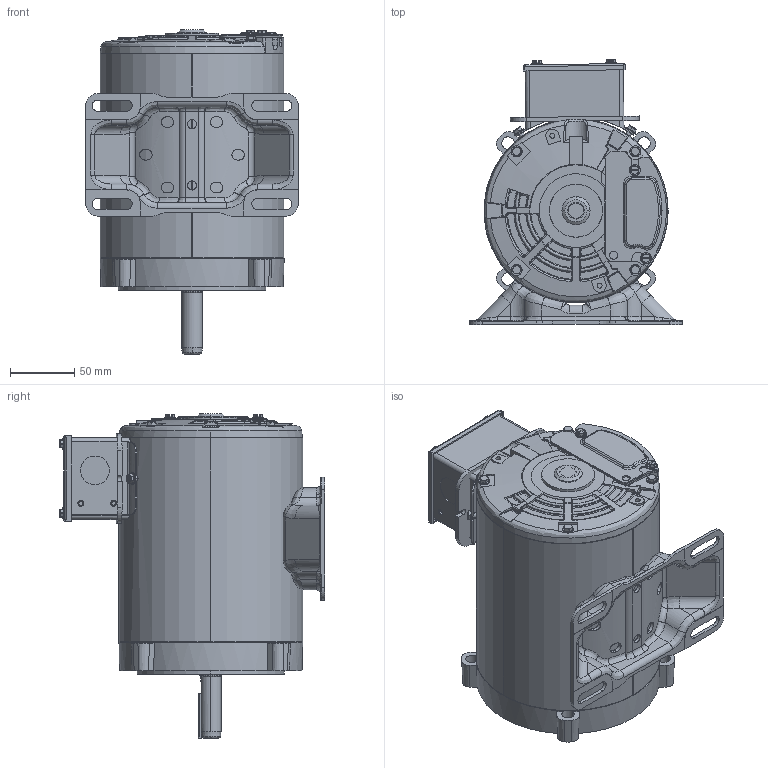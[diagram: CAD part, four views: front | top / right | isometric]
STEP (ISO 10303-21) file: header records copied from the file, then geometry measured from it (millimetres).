
FILE_DESCRIPTION (( 'STEP AP214' ), '1' );
FILE_NAME ('SS403204-625_Rev03 R1.STEP', '2022-01-25T23:14:35', ( '' ), ( '' ), 'SwSTEP 2.0', 'SolidWorks 2017', '' );
FILE_SCHEMA (( 'AUTOMOTIVE_DESIGN' ));
Length unit declared in the file: inch
Products named in the file (1): SS403204-625_Rev03 R1
Bounding box: 165.1 x 206.02 x 251.55 mm (x, y, z)
Volume: 475798.3 mm3; surface area: 414946.7 mm2
Topology: 38 solids, 38 shells, 3415 faces, 8831 edges, 5555 vertices
Faces by surface type: plane 1475, cylinder 771, bspline 729, cone 440
Entity records: 134863 total; most frequent: CARTESIAN_POINT 57554, ORIENTED_EDGE 17500, DIRECTION 14287, EDGE_CURVE 8750, VERTEX_POINT 5555, AXIS2_PLACEMENT_3D 5343, EDGE_LOOP 3679, LINE 3601
